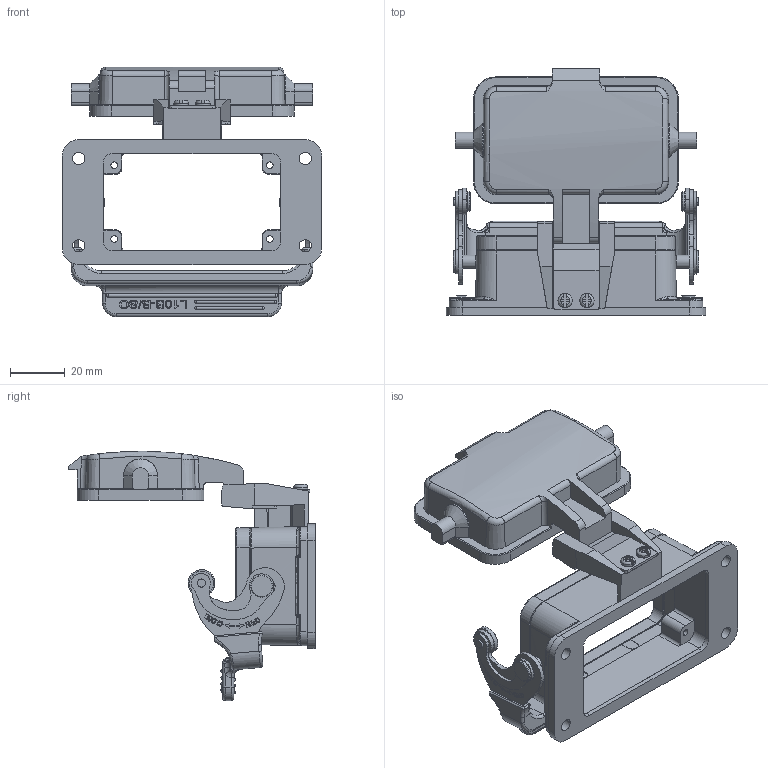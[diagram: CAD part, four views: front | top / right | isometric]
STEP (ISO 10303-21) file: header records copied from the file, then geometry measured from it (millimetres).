
FILE_DESCRIPTION(/* description */ (''),/* implementation_level */ '2;1');
FILE_NAME(/* name */ '3D_1240103611001_HV10B-BK-1L_SC-CV_V1.1.stp',/* time_stamp */ '2023-12-13T16:18:52+08:00',/* author */ (''),/* organization */ (''),/* preprocessor_version */ 'ST-DEVELOPER v18.1',/* originating_system */ 'SIEMENS PLM Software NX 1980',/* authorisation */ '');
FILE_SCHEMA (('AUTOMOTIVE_DESIGN { 1 0 10303 214 3 1 1 1 }'));
Products named in the file (1): 14592EFC6233l3uw
Bounding box: 95 x 90.26 x 91.37 mm (x, y, z)
Volume: 64405.2 mm3; surface area: 47852.6 mm2
Topology: 2 solids, 16 shells, 1580 faces, 4242 edges, 2753 vertices
Faces by surface type: plane 687, cylinder 648, torus 102, cone 54, extrusion 35, bspline 32, sphere 22
Entity records: 64794 total; most frequent: CARTESIAN_POINT 16699, ORIENTED_EDGE 8434, DIRECTION 6574, EDGE_CURVE 4217, VERTEX_POINT 2755, AXIS2_PLACEMENT_3D 2371, VECTOR 1832, LINE 1797
